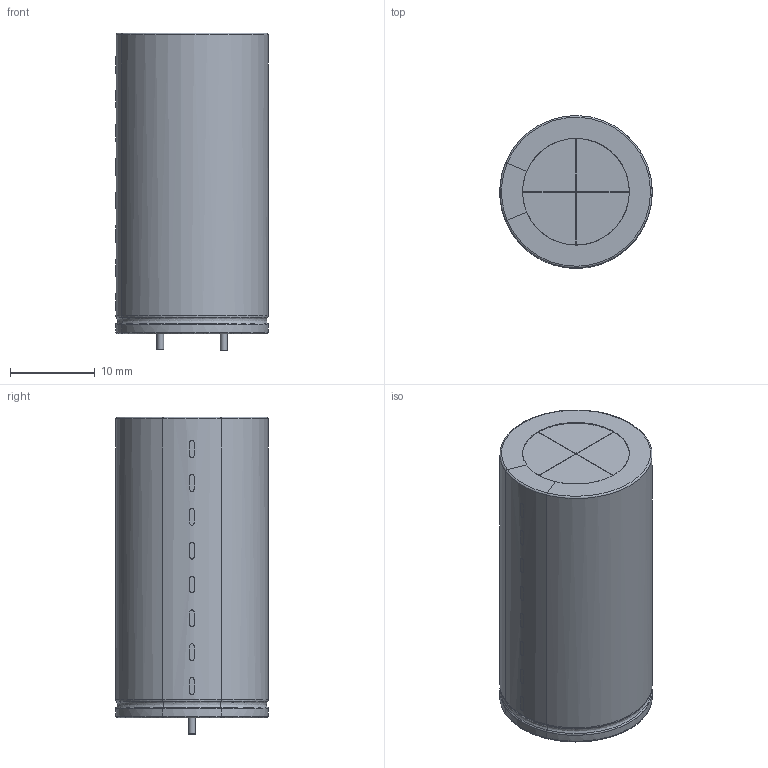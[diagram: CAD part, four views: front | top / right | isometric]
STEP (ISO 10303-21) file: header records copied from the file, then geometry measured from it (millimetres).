
FILE_DESCRIPTION(/* description */ ('model of CP_Radial_D18.0mm_L35.5mm_P7.50mm'),/* implementation_level */ '2;1');
FILE_NAME(/* name */ 'CP_Radial_D18.0mm_L35.5mm_P7.50mm.step',/* time_stamp */ '2021-10-16T18:28:17',/* author */ ('kicad StepUp','ksu'),/* organization */ ('FreeCAD'),/* preprocessor_version */ 'OCC',/* originating_system */ 'kicad StepUp',/* authorisation */ '');
FILE_SCHEMA(('AUTOMOTIVE_DESIGN { 1 0 10303 214 1 1 1 1 }'));
Length unit declared in the file: millimetre
Products named in the file (1): CP_Radial_D180mm_L355mm_P750mm
Bounding box: 18 x 18 x 37.5 mm (x, y, z)
Volume: 8977.9 mm3; surface area: 2793 mm2
Topology: 1 solids, 2 shells, 53 faces, 162 edges, 123 vertices
Faces by surface type: plane 23, cylinder 20, bspline 4, revolution 4, torus 2
Full cylindrical faces by diameter (mm): 0.8 x2
Entity records: 5391 total; most frequent: CARTESIAN_POINT 2199, DIRECTION 445, ORIENTED_EDGE 324, PCURVE 324, DEFINITIONAL_REPRESENTATION 324, LINE 204, VECTOR 204, B_SPLINE_CURVE_WITH_KNOTS 196
